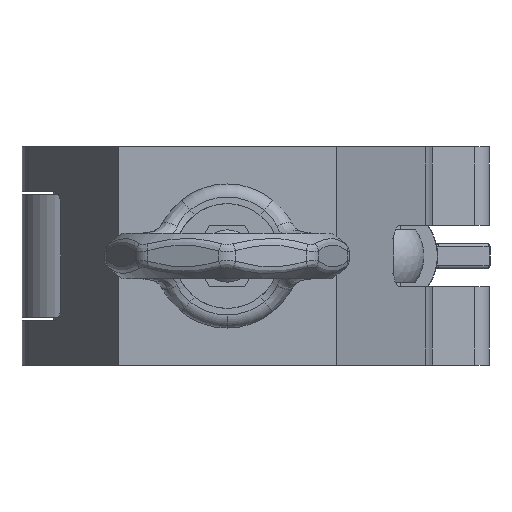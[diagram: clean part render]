
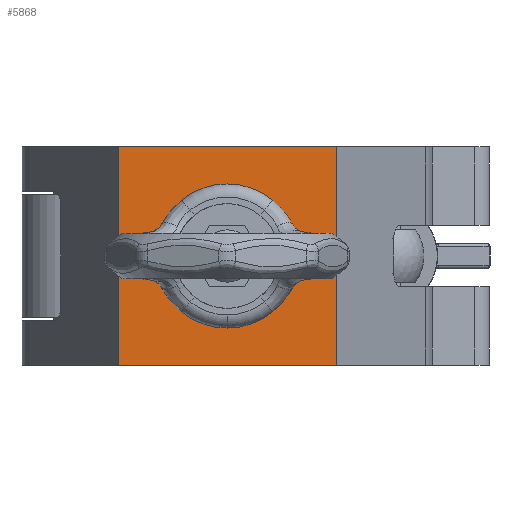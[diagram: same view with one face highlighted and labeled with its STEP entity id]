
A CAD part, front view. The second image highlights one B-rep face of the part: STEP entity #5868.
In plain terms, the highlighted planar face has unit normal (0, -1, 0).
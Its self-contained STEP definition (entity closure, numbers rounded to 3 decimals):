
#294 = VERTEX_POINT ( 'NONE', #11663 ) ;
#514 = ORIENTED_EDGE ( 'NONE', *, *, #15525, .T. ) ;
#699 = ORIENTED_EDGE ( 'NONE', *, *, #3095, .F. ) ;
#790 = ORIENTED_EDGE ( 'NONE', *, *, #15722, .T. ) ;
#1483 = VERTEX_POINT ( 'NONE', #7104 ) ;
#2336 = CARTESIAN_POINT ( 'NONE',  ( 0., 0., 0. ) ) ;
#2510 = EDGE_LOOP ( 'NONE', ( #790, #699, #3212, #14995 ) ) ;
#2676 = CIRCLE ( 'NONE', #9144, 6.35 ) ;
#2810 = EDGE_LOOP ( 'NONE', ( #514, #5997 ) ) ;
#3095 = EDGE_CURVE ( 'NONE', #12575, #7935, #14956, .T. ) ;
#3212 = ORIENTED_EDGE ( 'NONE', *, *, #9614, .F. ) ;
#3395 = CARTESIAN_POINT ( 'NONE',  ( 25., 0., 25. ) ) ;
#3620 = DIRECTION ( 'NONE',  ( 0., 0., 1. ) ) ;
#3850 = CARTESIAN_POINT ( 'NONE',  ( -25., 0., -25. ) ) ;
#4466 = DIRECTION ( 'NONE',  ( 0., 1., 0. ) ) ;
#5092 = VECTOR ( 'NONE', #7117, 1000. ) ;
#5282 = LINE ( 'NONE', #14860, #5092 ) ;
#5698 = VECTOR ( 'NONE', #15032, 1000. ) ;
#5868 = ADVANCED_FACE ( 'NONE', ( #10066, #10674 ), #7296, .F. ) ;
#5997 = ORIENTED_EDGE ( 'NONE', *, *, #12391, .T. ) ;
#7003 = CARTESIAN_POINT ( 'NONE',  ( 0., 0., -6.35 ) ) ;
#7094 = DIRECTION ( 'NONE',  ( 0., 1., 0. ) ) ;
#7104 = CARTESIAN_POINT ( 'NONE',  ( 0., 0., 6.35 ) ) ;
#7117 = DIRECTION ( 'NONE',  ( 0., 0., -1. ) ) ;
#7147 = DIRECTION ( 'NONE',  ( 0., 0., 1. ) ) ;
#7296 = PLANE ( 'NONE',  #11248 ) ;
#7896 = CARTESIAN_POINT ( 'NONE',  ( -25., 0., 25. ) ) ;
#7935 = VERTEX_POINT ( 'NONE', #11411 ) ;
#8580 = CARTESIAN_POINT ( 'NONE',  ( 25., 0., 25. ) ) ;
#8593 = DIRECTION ( 'NONE',  ( 0., 0., -1. ) ) ;
#9144 = AXIS2_PLACEMENT_3D ( 'NONE', #2336, #11162, #3620 ) ;
#9614 = EDGE_CURVE ( 'NONE', #10830, #12575, #11830, .T. ) ;
#10066 = FACE_BOUND ( 'NONE', #2810, .T. ) ;
#10674 = FACE_OUTER_BOUND ( 'NONE', #2510, .T. ) ;
#10830 = VERTEX_POINT ( 'NONE', #14030 ) ;
#11162 = DIRECTION ( 'NONE',  ( 0., 1., 0. ) ) ;
#11248 = AXIS2_PLACEMENT_3D ( 'NONE', #7896, #7094, #7147 ) ;
#11411 = CARTESIAN_POINT ( 'NONE',  ( 25., 0., -25. ) ) ;
#11560 = EDGE_CURVE ( 'NONE', #10830, #294, #5282, .T. ) ;
#11663 = CARTESIAN_POINT ( 'NONE',  ( -25., 0., -25. ) ) ;
#11830 = LINE ( 'NONE', #13812, #12039 ) ;
#12039 = VECTOR ( 'NONE', #14265, 1000. ) ;
#12391 = EDGE_CURVE ( 'NONE', #13135, #1483, #14830, .T. ) ;
#12575 = VERTEX_POINT ( 'NONE', #3395 ) ;
#13059 = DIRECTION ( 'NONE',  ( 0., 0., 1. ) ) ;
#13135 = VERTEX_POINT ( 'NONE', #7003 ) ;
#13198 = CARTESIAN_POINT ( 'NONE',  ( 0., 0., 0. ) ) ;
#13812 = CARTESIAN_POINT ( 'NONE',  ( -25., 0., 25. ) ) ;
#14030 = CARTESIAN_POINT ( 'NONE',  ( -25., 0., 25. ) ) ;
#14265 = DIRECTION ( 'NONE',  ( 1., 0., 0. ) ) ;
#14830 = CIRCLE ( 'NONE', #15477, 6.35 ) ;
#14860 = CARTESIAN_POINT ( 'NONE',  ( -25., 0., 25. ) ) ;
#14923 = VECTOR ( 'NONE', #8593, 1000. ) ;
#14956 = LINE ( 'NONE', #8580, #14923 ) ;
#14995 = ORIENTED_EDGE ( 'NONE', *, *, #11560, .T. ) ;
#15032 = DIRECTION ( 'NONE',  ( 1., 0., 0. ) ) ;
#15374 = LINE ( 'NONE', #3850, #5698 ) ;
#15477 = AXIS2_PLACEMENT_3D ( 'NONE', #13198, #4466, #13059 ) ;
#15525 = EDGE_CURVE ( 'NONE', #1483, #13135, #2676, .T. ) ;
#15722 = EDGE_CURVE ( 'NONE', #294, #7935, #15374, .T. ) ;
